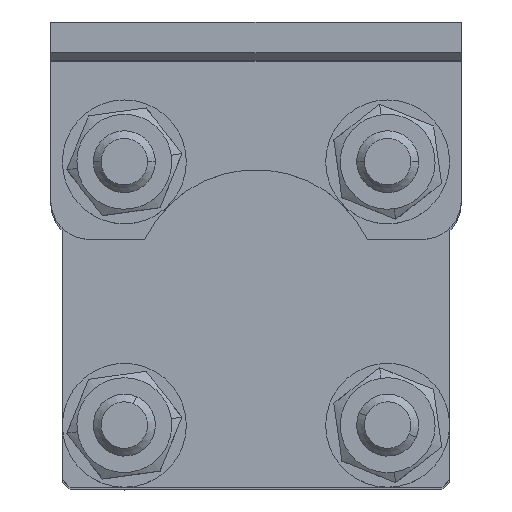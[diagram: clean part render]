
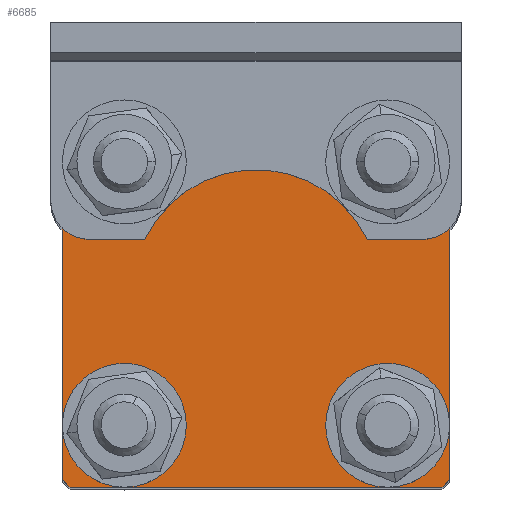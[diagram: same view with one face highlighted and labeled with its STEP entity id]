
A CAD part, top view. The second image highlights one B-rep face of the part: STEP entity #6685.
In plain terms, the highlighted planar face has unit normal (0, 0, 1).
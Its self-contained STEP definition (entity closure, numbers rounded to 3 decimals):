
#70 = FACE_BOUND ( 'NONE', #4255, .T. ) ;
#73 = FACE_OUTER_BOUND ( 'NONE', #4257, .T. ) ;
#74 = FACE_BOUND ( 'NONE', #4258, .T. ) ;
#76 = FACE_BOUND ( 'NONE', #4259, .T. ) ;
#77 = FACE_BOUND ( 'NONE', #4256, .T. ) ;
#497 = CARTESIAN_POINT ( 'NONE',  ( -25., -25., 12.5 ) ) ;
#890 = CARTESIAN_POINT ( 'NONE',  ( 0., 0., 12.5 ) ) ;
#891 = DIRECTION ( 'NONE',  ( 0., 0., -1. ) ) ;
#894 = PLANE ( 'NONE',  #3939 ) ;
#897 = DIRECTION ( 'NONE',  ( -1., 0., 0. ) ) ;
#1591 = DIRECTION ( 'NONE',  ( -1., 0., 0. ) ) ;
#1592 = DIRECTION ( 'NONE',  ( 0., 0., -1. ) ) ;
#1593 = CARTESIAN_POINT ( 'NONE',  ( -17., -17., 12.5 ) ) ;
#1603 = DIRECTION ( 'NONE',  ( -1., 0., 0. ) ) ;
#1604 = DIRECTION ( 'NONE',  ( 0., 0., -1. ) ) ;
#1605 = CARTESIAN_POINT ( 'NONE',  ( -17., 17., 12.5 ) ) ;
#1826 = CARTESIAN_POINT ( 'NONE',  ( -12.5, 17., 12.5 ) ) ;
#1829 = CARTESIAN_POINT ( 'NONE',  ( -21.5, 17., 12.5 ) ) ;
#1830 = CARTESIAN_POINT ( 'NONE',  ( -12.5, -17., 12.5 ) ) ;
#1831 = CARTESIAN_POINT ( 'NONE',  ( -21.5, -17., 12.5 ) ) ;
#1834 = CARTESIAN_POINT ( 'NONE',  ( 21.5, -17., 12.5 ) ) ;
#1835 = CARTESIAN_POINT ( 'NONE',  ( 12.5, -17., 12.5 ) ) ;
#1838 = CARTESIAN_POINT ( 'NONE',  ( 21.5, 17., 12.5 ) ) ;
#1839 = CARTESIAN_POINT ( 'NONE',  ( 12.5, 17., 12.5 ) ) ;
#1850 = CARTESIAN_POINT ( 'NONE',  ( -25., -24., 12.5 ) ) ;
#1852 = CARTESIAN_POINT ( 'NONE',  ( -24., 25., 12.5 ) ) ;
#1867 = CARTESIAN_POINT ( 'NONE',  ( 25., 24., 12.5 ) ) ;
#1869 = CARTESIAN_POINT ( 'NONE',  ( 25., -24., 12.5 ) ) ;
#1871 = CARTESIAN_POINT ( 'NONE',  ( -25., 24., 12.5 ) ) ;
#1872 = CARTESIAN_POINT ( 'NONE',  ( 24., 25., 12.5 ) ) ;
#1873 = CARTESIAN_POINT ( 'NONE',  ( -24., -25., 12.5 ) ) ;
#1876 = CARTESIAN_POINT ( 'NONE',  ( 24., -25., 12.5 ) ) ;
#1976 = DIRECTION ( 'NONE',  ( -1., 0., 0. ) ) ;
#1977 = CARTESIAN_POINT ( 'NONE',  ( -25., 25., 12.5 ) ) ;
#1981 = CARTESIAN_POINT ( 'NONE',  ( -25., -25., 12.5 ) ) ;
#1986 = DIRECTION ( 'NONE',  ( 1., 0., 0. ) ) ;
#1989 = CARTESIAN_POINT ( 'NONE',  ( 25., -25., 12.5 ) ) ;
#1995 = DIRECTION ( 'NONE',  ( 0., 1., 0. ) ) ;
#2594 = EDGE_CURVE ( 'NONE', #4503, #4506, #4746, .T. ) ;
#2598 = EDGE_CURVE ( 'NONE', #4507, #4508, #4749, .T. ) ;
#2602 = EDGE_CURVE ( 'NONE', #4511, #4512, #4755, .T. ) ;
#2606 = EDGE_CURVE ( 'NONE', #4515, #4516, #4761, .T. ) ;
#2643 = EDGE_CURVE ( 'NONE', #4546, #4544, #4836, .T. ) ;
#2646 = EDGE_CURVE ( 'NONE', #4549, #4529, #4841, .T. ) ;
#2650 = EDGE_CURVE ( 'NONE', #4548, #4527, #4849, .T. ) ;
#2653 = EDGE_CURVE ( 'NONE', #4550, #4553, #4855, .T. ) ;
#2656 = EDGE_CURVE ( 'NONE', #4506, #4503, #4860, .T. ) ;
#2657 = EDGE_CURVE ( 'NONE', #4508, #4507, #4862, .T. ) ;
#2658 = EDGE_CURVE ( 'NONE', #4512, #4511, #4863, .T. ) ;
#2659 = EDGE_CURVE ( 'NONE', #4516, #4515, #4864, .T. ) ;
#2660 = EDGE_CURVE ( 'NONE', #4527, #4550, #4865, .T. ) ;
#2661 = EDGE_CURVE ( 'NONE', #4553, #4546, #4866, .T. ) ;
#2662 = EDGE_CURVE ( 'NONE', #4544, #4549, #4868, .T. ) ;
#2663 = EDGE_CURVE ( 'NONE', #4529, #4548, #4870, .T. ) ;
#3602 = DIRECTION ( 'NONE',  ( -1., 0., 0. ) ) ;
#3603 = DIRECTION ( 'NONE',  ( 0., 0., -1. ) ) ;
#3604 = CARTESIAN_POINT ( 'NONE',  ( 17., 17., 12.5 ) ) ;
#3612 = DIRECTION ( 'NONE',  ( -1., 0., 0. ) ) ;
#3613 = DIRECTION ( 'NONE',  ( 0., 0., -1. ) ) ;
#3614 = CARTESIAN_POINT ( 'NONE',  ( 17., -17., 12.5 ) ) ;
#3733 = AXIS2_PLACEMENT_3D ( 'NONE', #5347, #5346, #5345 ) ;
#3734 = AXIS2_PLACEMENT_3D ( 'NONE', #5344, #5343, #5342 ) ;
#3735 = AXIS2_PLACEMENT_3D ( 'NONE', #5339, #5338, #5337 ) ;
#3736 = AXIS2_PLACEMENT_3D ( 'NONE', #5336, #5335, #5334 ) ;
#3939 = AXIS2_PLACEMENT_3D ( 'NONE', #890, #891, #897 ) ;
#4255 = EDGE_LOOP ( 'NONE', ( #7221, #7222 ) ) ;
#4256 = EDGE_LOOP ( 'NONE', ( #7219, #7220 ) ) ;
#4257 = EDGE_LOOP ( 'NONE', ( #7225, #7226, #7227, #7228, #7229, #7230, #7231, #7232 ) ) ;
#4258 = EDGE_LOOP ( 'NONE', ( #7217, #7218 ) ) ;
#4259 = EDGE_LOOP ( 'NONE', ( #7223, #7224 ) ) ;
#4503 = VERTEX_POINT ( 'NONE', #1826 ) ;
#4506 = VERTEX_POINT ( 'NONE', #1829 ) ;
#4507 = VERTEX_POINT ( 'NONE', #1830 ) ;
#4508 = VERTEX_POINT ( 'NONE', #1831 ) ;
#4511 = VERTEX_POINT ( 'NONE', #1834 ) ;
#4512 = VERTEX_POINT ( 'NONE', #1835 ) ;
#4515 = VERTEX_POINT ( 'NONE', #1838 ) ;
#4516 = VERTEX_POINT ( 'NONE', #1839 ) ;
#4527 = VERTEX_POINT ( 'NONE', #1850 ) ;
#4529 = VERTEX_POINT ( 'NONE', #1852 ) ;
#4544 = VERTEX_POINT ( 'NONE', #1867 ) ;
#4546 = VERTEX_POINT ( 'NONE', #1869 ) ;
#4548 = VERTEX_POINT ( 'NONE', #1871 ) ;
#4549 = VERTEX_POINT ( 'NONE', #1872 ) ;
#4550 = VERTEX_POINT ( 'NONE', #1873 ) ;
#4553 = VERTEX_POINT ( 'NONE', #1876 ) ;
#4746 = CIRCLE ( 'NONE', #5605, 4.5 ) ;
#4749 = CIRCLE ( 'NONE', #5607, 4.5 ) ;
#4755 = CIRCLE ( 'NONE', #5609, 4.5 ) ;
#4761 = CIRCLE ( 'NONE', #5611, 4.5 ) ;
#4836 = LINE ( 'NONE', #1989, #4838 ) ;
#4838 = VECTOR ( 'NONE', #1995, 1000. ) ;
#4841 = LINE ( 'NONE', #1977, #4844 ) ;
#4844 = VECTOR ( 'NONE', #1976, 1000. ) ;
#4849 = LINE ( 'NONE', #497, #4852 ) ;
#4852 = VECTOR ( 'NONE', #6622, 1000. ) ;
#4855 = LINE ( 'NONE', #1981, #4857 ) ;
#4857 = VECTOR ( 'NONE', #1986, 1000. ) ;
#4860 = CIRCLE ( 'NONE', #3733, 4.5 ) ;
#4862 = CIRCLE ( 'NONE', #3734, 4.5 ) ;
#4863 = CIRCLE ( 'NONE', #3735, 4.5 ) ;
#4864 = CIRCLE ( 'NONE', #3736, 4.5 ) ;
#4865 = LINE ( 'NONE', #5341, #4867 ) ;
#4866 = LINE ( 'NONE', #5333, #4869 ) ;
#4867 = VECTOR ( 'NONE', #5340, 1000. ) ;
#4868 = LINE ( 'NONE', #5331, #4871 ) ;
#4869 = VECTOR ( 'NONE', #5332, 1000. ) ;
#4870 = LINE ( 'NONE', #5329, #4873 ) ;
#4871 = VECTOR ( 'NONE', #5330, 1000. ) ;
#4873 = VECTOR ( 'NONE', #5328, 1000. ) ;
#5328 = DIRECTION ( 'NONE',  ( -0.707, -0.707, 0. ) ) ;
#5329 = CARTESIAN_POINT ( 'NONE',  ( -25., 24., 12.5 ) ) ;
#5330 = DIRECTION ( 'NONE',  ( -0.707, 0.707, 0. ) ) ;
#5331 = CARTESIAN_POINT ( 'NONE',  ( 24., 25., 12.5 ) ) ;
#5332 = DIRECTION ( 'NONE',  ( 0.707, 0.707, 0. ) ) ;
#5333 = CARTESIAN_POINT ( 'NONE',  ( 25., -24., 12.5 ) ) ;
#5334 = DIRECTION ( 'NONE',  ( -1., 0., 0. ) ) ;
#5335 = DIRECTION ( 'NONE',  ( 0., 0., -1. ) ) ;
#5336 = CARTESIAN_POINT ( 'NONE',  ( 17., 17., 12.5 ) ) ;
#5337 = DIRECTION ( 'NONE',  ( -1., 0., 0. ) ) ;
#5338 = DIRECTION ( 'NONE',  ( 0., 0., -1. ) ) ;
#5339 = CARTESIAN_POINT ( 'NONE',  ( 17., -17., 12.5 ) ) ;
#5340 = DIRECTION ( 'NONE',  ( 0.707, -0.707, 0. ) ) ;
#5341 = CARTESIAN_POINT ( 'NONE',  ( -24., -25., 12.5 ) ) ;
#5342 = DIRECTION ( 'NONE',  ( -1., 0., 0. ) ) ;
#5343 = DIRECTION ( 'NONE',  ( 0., 0., -1. ) ) ;
#5344 = CARTESIAN_POINT ( 'NONE',  ( -17., -17., 12.5 ) ) ;
#5345 = DIRECTION ( 'NONE',  ( -1., 0., 0. ) ) ;
#5346 = DIRECTION ( 'NONE',  ( 0., 0., -1. ) ) ;
#5347 = CARTESIAN_POINT ( 'NONE',  ( -17., 17., 12.5 ) ) ;
#5605 = AXIS2_PLACEMENT_3D ( 'NONE', #1605, #1604, #1603 ) ;
#5607 = AXIS2_PLACEMENT_3D ( 'NONE', #1593, #1592, #1591 ) ;
#5609 = AXIS2_PLACEMENT_3D ( 'NONE', #3614, #3613, #3612 ) ;
#5611 = AXIS2_PLACEMENT_3D ( 'NONE', #3604, #3603, #3602 ) ;
#6622 = DIRECTION ( 'NONE',  ( 0., -1., 0. ) ) ;
#6685 = ADVANCED_FACE ( 'NONE', ( #74, #77, #70, #76, #73 ), #894, .F. ) ;
#7217 = ORIENTED_EDGE ( 'NONE', *, *, #2656, .T. ) ;
#7218 = ORIENTED_EDGE ( 'NONE', *, *, #2594, .T. ) ;
#7219 = ORIENTED_EDGE ( 'NONE', *, *, #2657, .T. ) ;
#7220 = ORIENTED_EDGE ( 'NONE', *, *, #2598, .T. ) ;
#7221 = ORIENTED_EDGE ( 'NONE', *, *, #2658, .T. ) ;
#7222 = ORIENTED_EDGE ( 'NONE', *, *, #2602, .T. ) ;
#7223 = ORIENTED_EDGE ( 'NONE', *, *, #2659, .T. ) ;
#7224 = ORIENTED_EDGE ( 'NONE', *, *, #2606, .T. ) ;
#7225 = ORIENTED_EDGE ( 'NONE', *, *, #2650, .T. ) ;
#7226 = ORIENTED_EDGE ( 'NONE', *, *, #2660, .T. ) ;
#7227 = ORIENTED_EDGE ( 'NONE', *, *, #2653, .T. ) ;
#7228 = ORIENTED_EDGE ( 'NONE', *, *, #2661, .T. ) ;
#7229 = ORIENTED_EDGE ( 'NONE', *, *, #2643, .T. ) ;
#7230 = ORIENTED_EDGE ( 'NONE', *, *, #2662, .T. ) ;
#7231 = ORIENTED_EDGE ( 'NONE', *, *, #2646, .T. ) ;
#7232 = ORIENTED_EDGE ( 'NONE', *, *, #2663, .T. ) ;
